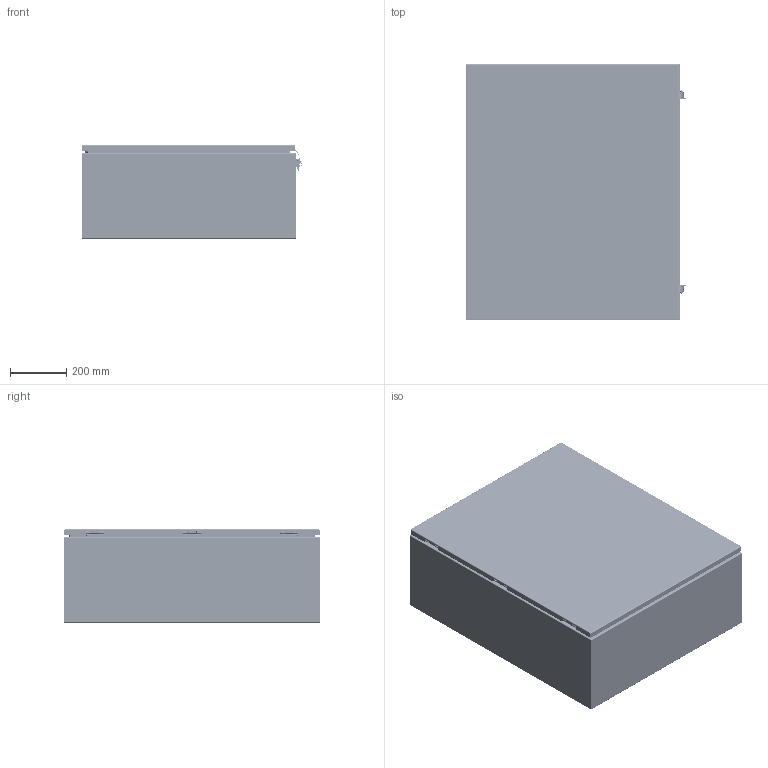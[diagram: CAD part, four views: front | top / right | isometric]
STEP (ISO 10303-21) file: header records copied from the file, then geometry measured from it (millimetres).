
FILE_DESCRIPTION(/* description */ ('5300ES 36" x 30" x 12" Assembly'),/* implementation_level */ '2;1');
FILE_NAME(/* name */ '5300ES363012.stp',/* time_stamp */ '2025-06-23T18:57:13-04:00',/* author */ ('BoxCad'),/* organization */ (''),/* preprocessor_version */ 'ST-DEVELOPER v20',/* originating_system */ 'Autodesk Inventor 2024',/* authorisation */ '');
FILE_SCHEMA (('AUTOMOTIVE_DESIGN { 1 0 10303 214 3 1 1 }'));
Products named in the file (43): 5300ES363012; 5300ES363012B; 5300ES363012B-P; STK-Q-16005; 5300ES363012C; 5300ES363012C-P; 5300ES363012G; STK-K-09800-1; STK-K-09800-2; STK-K-09800-3; STK-Q-33014; STK-Q-90398; STK-Q-40095; STK-Q-63410; STK-P-02400S; STUD_M6 x 16mm; STK-S-00100; STK-Q-04050-08-1; STK-Q-04050-08-2; STK-Q-04050-08-3; STK-Q-04050-08-P; STK-Q-04051-N; STK-A-11910_14GA-1; STK-A-11910_14GA-2; STK-Q-56405; STK-Q-56505; STK-Q-56630; STK-Q-56710; STK-Q-56810; STK-Q-17100-12; STK-Q-10251; STK-Q-10251-A; STK-Q-10251-B; STK-Q-07220; STK-Q-07220-A; STK-Q-07220-B; STK-A-03000; 880 PP; 5300ES363012IPK; STK-Q-07610 ...
Assembly tree (85 placements, depth 4):
  5300ES363012
    5300ES363012B
      5300ES363012B-P
      STK-Q-16005  x6
      STK-P-02400S
      STUD_M6 x 16mm
    5300ES363012C
      5300ES363012C-P
      5300ES363012G
      STK-K-09800-1
        STK-Q-33014
        STK-Q-90398
        STK-Q-40095  x2
        STK-Q-63410  x2
      STK-K-09800-2
        STK-Q-33014
        STK-Q-90398
        STK-Q-40095  x2
        STK-Q-63410  x2
      STK-K-09800-3
        STK-Q-33014
        STK-Q-90398
        STK-Q-40095  x2
        STK-Q-63410  x2
      STK-P-02400S
      STUD_M6 x 16mm
      STK-S-00100
    STK-Q-04050-08-1
      STK-Q-04050-08-P
      STK-Q-04051-N
    STK-Q-04050-08-2
      STK-Q-04050-08-P
      STK-Q-04051-N
    STK-Q-04050-08-3
      STK-Q-04050-08-P
      STK-Q-04051-N
    STK-A-11910_14GA-1
      STK-Q-56405
      STK-Q-56505
      STK-Q-56630
      STK-Q-56710
      STK-Q-56810
      STK-Q-17100-12
      STK-Q-10251
        STK-Q-10251-A
        STK-Q-10251-B
      STK-Q-07220
        STK-Q-07220-A
        STK-Q-07220-B
    STK-A-11910_14GA-2
      STK-Q-56405
      STK-Q-56505
      STK-Q-56630
      STK-Q-56710
      STK-Q-56810
      STK-Q-17100-12
      STK-Q-10251
        STK-Q-10251-A
        STK-Q-10251-B
      STK-Q-07220
Bounding box: 785.83 x 914.4 x 333.24 mm (x, y, z)
Volume: 6485904.4 mm3; surface area: 6733422.8 mm2
Topology: 69 solids, 69 shells, 8327 faces, 22065 edges, 13884 vertices
Faces by surface type: bspline 2875, cylinder 2340, plane 2273, torus 529, sphere 156, cone 154
Full cylindrical faces by diameter (mm): 0.75 x8, 0.762 x8, 1 x12, 1.1 x12, 2.438 x2, 2.551 x4, 2.9 x2, 2.997 x8, 3.175 x6, 3.2 x6, 3.226 x4, 3.962 x2, 4.521 x12, 4.75 x3, 4.85 x24, 4.95 x6, 5 x2, 5.1 x9, 5.156 x2, 5.6 x3, 5.9 x23, 6.65 x6, 6.8 x2, 6.85 x24, 7.3 x3, 7.366 x4, 7.9 x6, 8 x10, 8.255 x4, 8.382 x3
Entity records: 89784 total; most frequent: CARTESIAN_POINT 34229, ORIENTED_EDGE 12282, DIRECTION 9635, EDGE_CURVE 6141, VERTEX_POINT 3851, AXIS2_PLACEMENT_3D 3596, EDGE_LOOP 2568, LINE 2443
